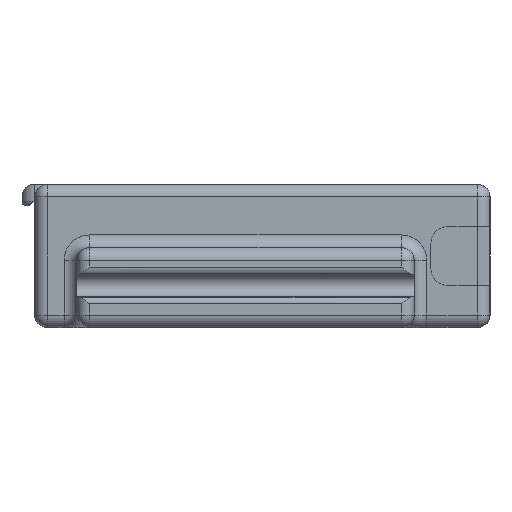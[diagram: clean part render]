
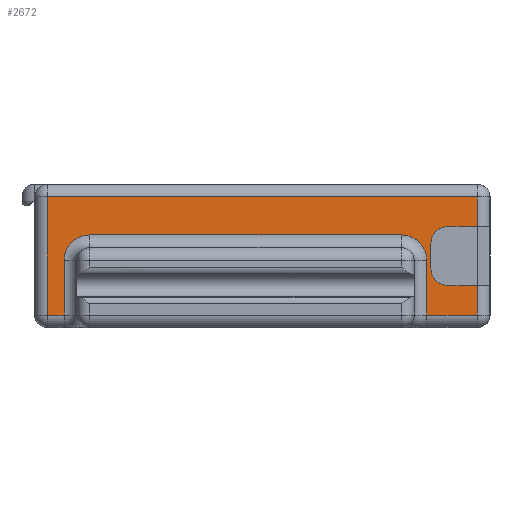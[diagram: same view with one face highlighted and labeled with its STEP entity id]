
A CAD part, left-side view. The second image highlights one B-rep face of the part: STEP entity #2672.
In plain terms, the highlighted planar face has unit normal (-1, 0, 0).
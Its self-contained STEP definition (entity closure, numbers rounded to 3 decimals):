
#40 = AXIS2_PLACEMENT_3D ( 'NONE', #2003, #800, #2822 ) ;
#89 = EDGE_CURVE ( 'NONE', #315, #3482, #1320, .T. ) ;
#126 = DIRECTION ( 'NONE',  ( 0., 1., 0. ) ) ;
#156 = VECTOR ( 'NONE', #1431, 1000. ) ;
#184 = EDGE_CURVE ( 'NONE', #2613, #5274, #2282, .T. ) ;
#203 = LINE ( 'NONE', #4785, #3230 ) ;
#214 = PLANE ( 'NONE',  #2143 ) ;
#223 = CARTESIAN_POINT ( 'NONE',  ( -58., -22., 5. ) ) ;
#248 = DIRECTION ( 'NONE',  ( 0., 0., 1. ) ) ;
#254 = VECTOR ( 'NONE', #615, 1000. ) ;
#255 = VERTEX_POINT ( 'NONE', #2695 ) ;
#261 = EDGE_CURVE ( 'NONE', #1049, #255, #4268, .T. ) ;
#281 = DIRECTION ( 'NONE',  ( 0., 0., -1. ) ) ;
#294 = LINE ( 'NONE', #3130, #3183 ) ;
#315 = VERTEX_POINT ( 'NONE', #1257 ) ;
#334 = CARTESIAN_POINT ( 'NONE',  ( -58., -19.5, 0. ) ) ;
#385 = CARTESIAN_POINT ( 'NONE',  ( -58., 25.5, 15.5 ) ) ;
#388 = DIRECTION ( 'NONE',  ( 0., 0., -1. ) ) ;
#477 = VECTOR ( 'NONE', #2944, 1000. ) ;
#485 = CARTESIAN_POINT ( 'NONE',  ( -58., 20.5, 11. ) ) ;
#585 = VECTOR ( 'NONE', #4856, 1000. ) ;
#586 = CARTESIAN_POINT ( 'NONE',  ( -58., 23.5, 1.5 ) ) ;
#592 = EDGE_CURVE ( 'NONE', #3994, #255, #203, .T. ) ;
#615 = DIRECTION ( 'NONE',  ( 0., 1., 0. ) ) ;
#616 = EDGE_LOOP ( 'NONE', ( #2858, #771, #3883, #3660, #3233, #5110, #3902, #703, #1836, #3898, #2505, #3932, #2889, #3830, #3163, #2857 ) ) ;
#617 = EDGE_CURVE ( 'NONE', #4888, #3265, #4762, .T. ) ;
#673 = DIRECTION ( 'NONE',  ( 1., 0., 0. ) ) ;
#703 = ORIENTED_EDGE ( 'NONE', *, *, #3083, .T. ) ;
#712 = DIRECTION ( 'NONE',  ( 0., 0., -1. ) ) ;
#771 = ORIENTED_EDGE ( 'NONE', *, *, #2735, .F. ) ;
#800 = DIRECTION ( 'NONE',  ( 1., 0., 0. ) ) ;
#919 = VERTEX_POINT ( 'NONE', #2164 ) ;
#1035 = LINE ( 'NONE', #3129, #156 ) ;
#1049 = VERTEX_POINT ( 'NONE', #223 ) ;
#1068 = CARTESIAN_POINT ( 'NONE',  ( -58., 25.5, -3. ) ) ;
#1257 = CARTESIAN_POINT ( 'NONE',  ( -58., -25.5, 12. ) ) ;
#1283 = CARTESIAN_POINT ( 'NONE',  ( -58., 25.5, 1.5 ) ) ;
#1320 = LINE ( 'NONE', #2178, #3139 ) ;
#1412 = CARTESIAN_POINT ( 'NONE',  ( -58., -16.5, 11. ) ) ;
#1426 = CARTESIAN_POINT ( 'NONE',  ( -58., 23.5, 8. ) ) ;
#1431 = DIRECTION ( 'NONE',  ( 0., 0., 1. ) ) ;
#1475 = VERTEX_POINT ( 'NONE', #2417 ) ;
#1530 = VECTOR ( 'NONE', #388, 1000. ) ;
#1609 = EDGE_CURVE ( 'NONE', #4389, #919, #2058, .T. ) ;
#1616 = CARTESIAN_POINT ( 'NONE',  ( -58., -20., 5. ) ) ;
#1618 = CARTESIAN_POINT ( 'NONE',  ( -58., -20., 10. ) ) ;
#1636 = EDGE_CURVE ( 'NONE', #3265, #3039, #3219, .T. ) ;
#1836 = ORIENTED_EDGE ( 'NONE', *, *, #617, .T. ) ;
#1882 = DIRECTION ( 'NONE',  ( -1., 0., 0. ) ) ;
#1922 = DIRECTION ( 'NONE',  ( 0., 0., -1. ) ) ;
#1926 = DIRECTION ( 'NONE',  ( 0., 0., -1. ) ) ;
#1972 = VERTEX_POINT ( 'NONE', #1412 ) ;
#2003 = CARTESIAN_POINT ( 'NONE',  ( -58., -22., 7. ) ) ;
#2058 = LINE ( 'NONE', #334, #1530 ) ;
#2143 = AXIS2_PLACEMENT_3D ( 'NONE', #3937, #673, #4692 ) ;
#2164 = CARTESIAN_POINT ( 'NONE',  ( -58., -19.5, 1.5 ) ) ;
#2178 = CARTESIAN_POINT ( 'NONE',  ( -58., -20., 12. ) ) ;
#2238 = CARTESIAN_POINT ( 'NONE',  ( -58., -27., 1.5 ) ) ;
#2282 = CIRCLE ( 'NONE', #2455, 3. ) ;
#2291 = EDGE_CURVE ( 'NONE', #1475, #3289, #1035, .T. ) ;
#2397 = CIRCLE ( 'NONE', #3173, 3. ) ;
#2417 = CARTESIAN_POINT ( 'NONE',  ( -58., -25.5, 1.5 ) ) ;
#2451 = EDGE_CURVE ( 'NONE', #4389, #1972, #2397, .T. ) ;
#2455 = AXIS2_PLACEMENT_3D ( 'NONE', #5193, #1882, #1926 ) ;
#2505 = ORIENTED_EDGE ( 'NONE', *, *, #3478, .T. ) ;
#2613 = VERTEX_POINT ( 'NONE', #485 ) ;
#2672 = ADVANCED_FACE ( 'NONE', ( #3458 ), #214, .F. ) ;
#2695 = CARTESIAN_POINT ( 'NONE',  ( -58., -20., 7. ) ) ;
#2735 = EDGE_CURVE ( 'NONE', #1049, #3289, #5299, .T. ) ;
#2822 = DIRECTION ( 'NONE',  ( 0., 0., -1. ) ) ;
#2836 = VECTOR ( 'NONE', #4313, 1000. ) ;
#2857 = ORIENTED_EDGE ( 'NONE', *, *, #5320, .T. ) ;
#2858 = ORIENTED_EDGE ( 'NONE', *, *, #2291, .T. ) ;
#2889 = ORIENTED_EDGE ( 'NONE', *, *, #3758, .T. ) ;
#2944 = DIRECTION ( 'NONE',  ( 0., -1., 0. ) ) ;
#3039 = VERTEX_POINT ( 'NONE', #586 ) ;
#3049 = EDGE_CURVE ( 'NONE', #315, #3618, #4710, .T. ) ;
#3083 = EDGE_CURVE ( 'NONE', #3618, #4888, #4683, .T. ) ;
#3115 = CARTESIAN_POINT ( 'NONE',  ( -58., 27., 15.5 ) ) ;
#3129 = CARTESIAN_POINT ( 'NONE',  ( -58., -25.5, -3. ) ) ;
#3130 = CARTESIAN_POINT ( 'NONE',  ( -58., 23.5, 9.5 ) ) ;
#3139 = VECTOR ( 'NONE', #126, 1000. ) ;
#3163 = ORIENTED_EDGE ( 'NONE', *, *, #1609, .T. ) ;
#3173 = AXIS2_PLACEMENT_3D ( 'NONE', #3267, #4873, #4849 ) ;
#3183 = VECTOR ( 'NONE', #248, 1000. ) ;
#3219 = LINE ( 'NONE', #4462, #585 ) ;
#3230 = VECTOR ( 'NONE', #281, 1000. ) ;
#3233 = ORIENTED_EDGE ( 'NONE', *, *, #4742, .T. ) ;
#3265 = VERTEX_POINT ( 'NONE', #1283 ) ;
#3267 = CARTESIAN_POINT ( 'NONE',  ( -58., -16.5, 8. ) ) ;
#3289 = VERTEX_POINT ( 'NONE', #4582 ) ;
#3347 = CARTESIAN_POINT ( 'NONE',  ( -58., -18., 11. ) ) ;
#3413 = CARTESIAN_POINT ( 'NONE',  ( -58., -22., 10. ) ) ;
#3418 = AXIS2_PLACEMENT_3D ( 'NONE', #3413, #5262, #712 ) ;
#3458 = FACE_OUTER_BOUND ( 'NONE', #616, .T. ) ;
#3478 = EDGE_CURVE ( 'NONE', #3039, #5274, #294, .T. ) ;
#3482 = VERTEX_POINT ( 'NONE', #4353 ) ;
#3535 = DIRECTION ( 'NONE',  ( 0., -1., 0. ) ) ;
#3618 = VERTEX_POINT ( 'NONE', #3808 ) ;
#3660 = ORIENTED_EDGE ( 'NONE', *, *, #592, .F. ) ;
#3758 = EDGE_CURVE ( 'NONE', #2613, #1972, #4569, .T. ) ;
#3808 = CARTESIAN_POINT ( 'NONE',  ( -58., -25.5, 15.5 ) ) ;
#3830 = ORIENTED_EDGE ( 'NONE', *, *, #2451, .F. ) ;
#3883 = ORIENTED_EDGE ( 'NONE', *, *, #261, .T. ) ;
#3898 = ORIENTED_EDGE ( 'NONE', *, *, #1636, .T. ) ;
#3902 = ORIENTED_EDGE ( 'NONE', *, *, #3049, .T. ) ;
#3932 = ORIENTED_EDGE ( 'NONE', *, *, #184, .F. ) ;
#3937 = CARTESIAN_POINT ( 'NONE',  ( -58., -27., -3. ) ) ;
#3994 = VERTEX_POINT ( 'NONE', #1618 ) ;
#4011 = CARTESIAN_POINT ( 'NONE',  ( -58., -19.5, 8. ) ) ;
#4046 = VECTOR ( 'NONE', #5223, 1000. ) ;
#4268 = CIRCLE ( 'NONE', #40, 2. ) ;
#4294 = LINE ( 'NONE', #2238, #5226 ) ;
#4313 = DIRECTION ( 'NONE',  ( 0., 0., 1. ) ) ;
#4353 = CARTESIAN_POINT ( 'NONE',  ( -58., -22., 12. ) ) ;
#4389 = VERTEX_POINT ( 'NONE', #4011 ) ;
#4449 = CIRCLE ( 'NONE', #3418, 2. ) ;
#4462 = CARTESIAN_POINT ( 'NONE',  ( -58., -27., 1.5 ) ) ;
#4569 = LINE ( 'NONE', #3347, #477 ) ;
#4582 = CARTESIAN_POINT ( 'NONE',  ( -58., -25.5, 5. ) ) ;
#4683 = LINE ( 'NONE', #3115, #254 ) ;
#4692 = DIRECTION ( 'NONE',  ( 0., 0., -1. ) ) ;
#4710 = LINE ( 'NONE', #5165, #2836 ) ;
#4742 = EDGE_CURVE ( 'NONE', #3994, #3482, #4449, .T. ) ;
#4762 = LINE ( 'NONE', #1068, #5292 ) ;
#4785 = CARTESIAN_POINT ( 'NONE',  ( -58., -20., 5. ) ) ;
#4849 = DIRECTION ( 'NONE',  ( 0., 0., -1. ) ) ;
#4856 = DIRECTION ( 'NONE',  ( 0., -1., 0. ) ) ;
#4873 = DIRECTION ( 'NONE',  ( -1., 0., 0. ) ) ;
#4888 = VERTEX_POINT ( 'NONE', #385 ) ;
#5110 = ORIENTED_EDGE ( 'NONE', *, *, #89, .F. ) ;
#5165 = CARTESIAN_POINT ( 'NONE',  ( -58., -25.5, -3. ) ) ;
#5193 = CARTESIAN_POINT ( 'NONE',  ( -58., 20.5, 8. ) ) ;
#5223 = DIRECTION ( 'NONE',  ( 0., -1., 0. ) ) ;
#5226 = VECTOR ( 'NONE', #3535, 1000. ) ;
#5262 = DIRECTION ( 'NONE',  ( 1., 0., 0. ) ) ;
#5274 = VERTEX_POINT ( 'NONE', #1426 ) ;
#5292 = VECTOR ( 'NONE', #1922, 1000. ) ;
#5299 = LINE ( 'NONE', #1616, #4046 ) ;
#5320 = EDGE_CURVE ( 'NONE', #919, #1475, #4294, .T. ) ;
